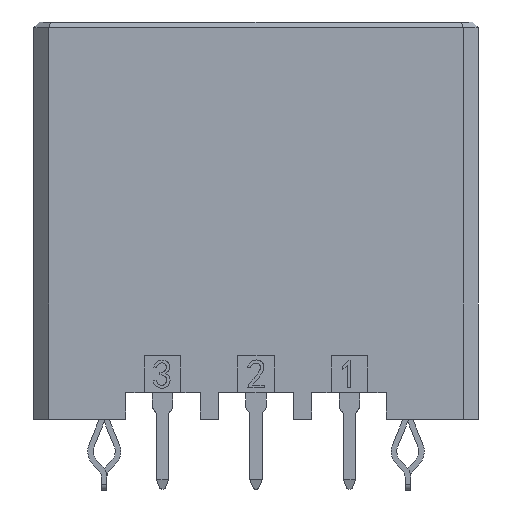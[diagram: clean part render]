
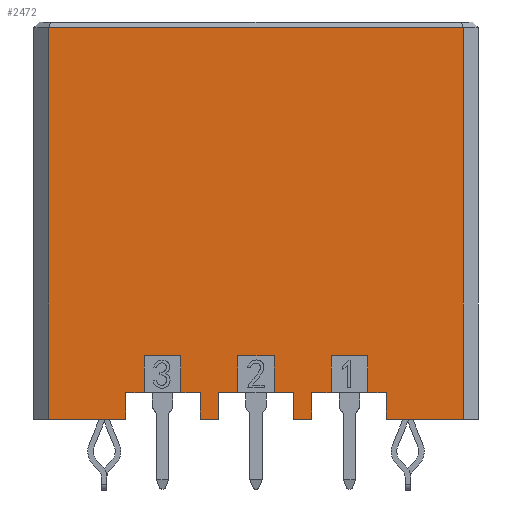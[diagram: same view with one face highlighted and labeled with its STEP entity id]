
A CAD part, front view. The second image highlights one B-rep face of the part: STEP entity #2472.
In plain terms, the highlighted planar face has unit normal (0, -1, 0).
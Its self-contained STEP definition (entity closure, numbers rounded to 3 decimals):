
#536=CARTESIAN_POINT('',(11.28,-4.675,-0.3));
#537=VERTEX_POINT('',#536);
#951=CARTESIAN_POINT('',(11.28,-4.675,-21.6));
#952=VERTEX_POINT('',#951);
#961=CARTESIAN_POINT('',(11.28,-4.675,-0.3));
#962=DIRECTION('',(0.,0.,-1.));
#963=VECTOR('',#962,21.3);
#964=LINE('',#961,#963);
#965=EDGE_CURVE('',#537,#952,#964,.T.);
#1298=CARTESIAN_POINT('',(3.04,-4.675,-20.15));
#1299=VERTEX_POINT('',#1298);
#1306=CARTESIAN_POINT('',(3.04,-4.675,-21.6));
#1307=VERTEX_POINT('',#1306);
#1308=CARTESIAN_POINT('',(3.04,-4.675,-20.15));
#1309=DIRECTION('',(0.,0.,-1.));
#1310=VECTOR('',#1309,1.45);
#1311=LINE('',#1308,#1310);
#1312=EDGE_CURVE('',#1299,#1307,#1311,.T.);
#1531=CARTESIAN_POINT('',(7.08,-4.675,-21.6));
#1532=VERTEX_POINT('',#1531);
#1533=CARTESIAN_POINT('',(11.28,-4.675,-21.6));
#1534=DIRECTION('',(-1.,0.,0.));
#1535=VECTOR('',#1534,4.2);
#1536=LINE('',#1533,#1535);
#1537=EDGE_CURVE('',#952,#1532,#1536,.T.);
#1606=CARTESIAN_POINT('',(7.08,-4.675,-20.15));
#1607=VERTEX_POINT('',#1606);
#1614=CARTESIAN_POINT('',(6.08,-4.675,-20.15));
#1615=VERTEX_POINT('',#1614);
#1616=CARTESIAN_POINT('',(7.08,-4.675,-20.15));
#1617=DIRECTION('',(-1.,0.,0.));
#1618=VECTOR('',#1617,1.);
#1619=LINE('',#1616,#1618);
#1620=EDGE_CURVE('',#1607,#1615,#1619,.T.);
#1638=CARTESIAN_POINT('',(4.08,-4.675,-20.15));
#1639=VERTEX_POINT('',#1638);
#1646=CARTESIAN_POINT('',(4.08,-4.675,-20.15));
#1647=DIRECTION('',(-1.,0.,0.));
#1648=VECTOR('',#1647,1.04);
#1649=LINE('',#1646,#1648);
#1650=EDGE_CURVE('',#1639,#1299,#1649,.T.);
#1662=CARTESIAN_POINT('',(4.08,-4.675,-18.15));
#1663=VERTEX_POINT('',#1662);
#1664=CARTESIAN_POINT('',(4.08,-4.675,-18.15));
#1665=DIRECTION('',(0.,0.,-1.));
#1666=VECTOR('',#1665,2.);
#1667=LINE('',#1664,#1666);
#1668=EDGE_CURVE('',#1663,#1639,#1667,.T.);
#1693=CARTESIAN_POINT('',(6.08,-4.675,-18.15));
#1694=VERTEX_POINT('',#1693);
#1695=CARTESIAN_POINT('',(6.08,-4.675,-18.15));
#1696=DIRECTION('',(-1.,0.,0.));
#1697=VECTOR('',#1696,2.);
#1698=LINE('',#1695,#1697);
#1699=EDGE_CURVE('',#1694,#1663,#1698,.T.);
#1724=CARTESIAN_POINT('',(6.08,-4.675,-20.15));
#1725=DIRECTION('',(0.,0.,1.));
#1726=VECTOR('',#1725,2.);
#1727=LINE('',#1724,#1726);
#1728=EDGE_CURVE('',#1615,#1694,#1727,.T.);
#1747=CARTESIAN_POINT('',(7.08,-4.675,-21.6));
#1748=DIRECTION('',(0.,0.,1.));
#1749=VECTOR('',#1748,1.45);
#1750=LINE('',#1747,#1749);
#1751=EDGE_CURVE('',#1532,#1607,#1750,.T.);
#2252=CARTESIAN_POINT('',(-11.28,-4.675,-0.3));
#2253=VERTEX_POINT('',#2252);
#2261=CARTESIAN_POINT('',(-11.28,-4.675,-0.3));
#2262=DIRECTION('',(1.,0.,0.));
#2263=VECTOR('',#2262,22.56);
#2264=LINE('',#2261,#2263);
#2265=EDGE_CURVE('',#2253,#537,#2264,.T.);
#2313=CARTESIAN_POINT('',(0.,-4.675,-10.95));
#2314=DIRECTION('',(-1.,0.,0.));
#2315=DIRECTION('',(0.,-1.,0.));
#2316=AXIS2_PLACEMENT_3D('',#2313,#2315,#2314);
#2317=PLANE('',#2316);
#2318=CARTESIAN_POINT('',(-2.04,-4.675,-21.6));
#2319=VERTEX_POINT('',#2318);
#2320=CARTESIAN_POINT('',(-2.04,-4.675,-20.15));
#2321=VERTEX_POINT('',#2320);
#2322=CARTESIAN_POINT('',(-2.04,-4.675,-21.6));
#2323=DIRECTION('',(0.,0.,1.));
#2324=VECTOR('',#2323,1.45);
#2325=LINE('',#2322,#2324);
#2326=EDGE_CURVE('',#2319,#2321,#2325,.T.);
#2327=ORIENTED_EDGE('',*,*,#2326,.T.);
#2328=CARTESIAN_POINT('',(-1.,-4.675,-20.15));
#2329=VERTEX_POINT('',#2328);
#2330=CARTESIAN_POINT('',(-2.04,-4.675,-20.15));
#2331=DIRECTION('',(1.,0.,0.));
#2332=VECTOR('',#2331,1.04);
#2333=LINE('',#2330,#2332);
#2334=EDGE_CURVE('',#2321,#2329,#2333,.T.);
#2335=ORIENTED_EDGE('',*,*,#2334,.T.);
#2336=CARTESIAN_POINT('',(-1.,-4.675,-18.15));
#2337=VERTEX_POINT('',#2336);
#2338=CARTESIAN_POINT('',(-1.,-4.675,-20.15));
#2339=DIRECTION('',(0.,0.,1.));
#2340=VECTOR('',#2339,2.);
#2341=LINE('',#2338,#2340);
#2342=EDGE_CURVE('',#2329,#2337,#2341,.T.);
#2343=ORIENTED_EDGE('',*,*,#2342,.T.);
#2344=CARTESIAN_POINT('',(1.,-4.675,-18.15));
#2345=VERTEX_POINT('',#2344);
#2346=CARTESIAN_POINT('',(-1.,-4.675,-18.15));
#2347=DIRECTION('',(1.,0.,0.));
#2348=VECTOR('',#2347,2.);
#2349=LINE('',#2346,#2348);
#2350=EDGE_CURVE('',#2337,#2345,#2349,.T.);
#2351=ORIENTED_EDGE('',*,*,#2350,.T.);
#2352=CARTESIAN_POINT('',(1.,-4.675,-20.15));
#2353=VERTEX_POINT('',#2352);
#2354=CARTESIAN_POINT('',(1.,-4.675,-18.15));
#2355=DIRECTION('',(0.,0.,-1.));
#2356=VECTOR('',#2355,2.);
#2357=LINE('',#2354,#2356);
#2358=EDGE_CURVE('',#2345,#2353,#2357,.T.);
#2359=ORIENTED_EDGE('',*,*,#2358,.T.);
#2360=CARTESIAN_POINT('',(2.04,-4.675,-20.15));
#2361=VERTEX_POINT('',#2360);
#2362=CARTESIAN_POINT('',(1.,-4.675,-20.15));
#2363=DIRECTION('',(1.,0.,0.));
#2364=VECTOR('',#2363,1.04);
#2365=LINE('',#2362,#2364);
#2366=EDGE_CURVE('',#2353,#2361,#2365,.T.);
#2367=ORIENTED_EDGE('',*,*,#2366,.T.);
#2368=CARTESIAN_POINT('',(2.04,-4.675,-21.6));
#2369=VERTEX_POINT('',#2368);
#2370=CARTESIAN_POINT('',(2.04,-4.675,-20.15));
#2371=DIRECTION('',(0.,0.,-1.));
#2372=VECTOR('',#2371,1.45);
#2373=LINE('',#2370,#2372);
#2374=EDGE_CURVE('',#2361,#2369,#2373,.T.);
#2375=ORIENTED_EDGE('',*,*,#2374,.T.);
#2376=CARTESIAN_POINT('',(2.04,-4.675,-21.6));
#2377=DIRECTION('',(1.,0.,0.));
#2378=VECTOR('',#2377,1.);
#2379=LINE('',#2376,#2378);
#2380=EDGE_CURVE('',#2369,#1307,#2379,.T.);
#2381=ORIENTED_EDGE('',*,*,#2380,.T.);
#2382=ORIENTED_EDGE('',*,*,#1312,.F.);
#2383=ORIENTED_EDGE('',*,*,#1650,.F.);
#2384=ORIENTED_EDGE('',*,*,#1668,.F.);
#2385=ORIENTED_EDGE('',*,*,#1699,.F.);
#2386=ORIENTED_EDGE('',*,*,#1728,.F.);
#2387=ORIENTED_EDGE('',*,*,#1620,.F.);
#2388=ORIENTED_EDGE('',*,*,#1751,.F.);
#2389=ORIENTED_EDGE('',*,*,#1537,.F.);
#2390=ORIENTED_EDGE('',*,*,#965,.F.);
#2391=ORIENTED_EDGE('',*,*,#2265,.F.);
#2392=CARTESIAN_POINT('',(-11.28,-4.675,-21.6));
#2393=VERTEX_POINT('',#2392);
#2394=CARTESIAN_POINT('',(-11.28,-4.675,-0.3));
#2395=DIRECTION('',(0.,0.,-1.));
#2396=VECTOR('',#2395,21.3);
#2397=LINE('',#2394,#2396);
#2398=EDGE_CURVE('',#2253,#2393,#2397,.T.);
#2399=ORIENTED_EDGE('',*,*,#2398,.T.);
#2400=CARTESIAN_POINT('',(-7.08,-4.675,-21.6));
#2401=VERTEX_POINT('',#2400);
#2402=CARTESIAN_POINT('',(-11.28,-4.675,-21.6));
#2403=DIRECTION('',(1.,0.,0.));
#2404=VECTOR('',#2403,4.2);
#2405=LINE('',#2402,#2404);
#2406=EDGE_CURVE('',#2393,#2401,#2405,.T.);
#2407=ORIENTED_EDGE('',*,*,#2406,.T.);
#2408=CARTESIAN_POINT('',(-7.08,-4.675,-20.15));
#2409=VERTEX_POINT('',#2408);
#2410=CARTESIAN_POINT('',(-7.08,-4.675,-21.6));
#2411=DIRECTION('',(0.,0.,1.));
#2412=VECTOR('',#2411,1.45);
#2413=LINE('',#2410,#2412);
#2414=EDGE_CURVE('',#2401,#2409,#2413,.T.);
#2415=ORIENTED_EDGE('',*,*,#2414,.T.);
#2416=CARTESIAN_POINT('',(-6.08,-4.675,-20.15));
#2417=VERTEX_POINT('',#2416);
#2418=CARTESIAN_POINT('',(-7.08,-4.675,-20.15));
#2419=DIRECTION('',(1.,0.,0.));
#2420=VECTOR('',#2419,1.);
#2421=LINE('',#2418,#2420);
#2422=EDGE_CURVE('',#2409,#2417,#2421,.T.);
#2423=ORIENTED_EDGE('',*,*,#2422,.T.);
#2424=CARTESIAN_POINT('',(-6.08,-4.675,-18.15));
#2425=VERTEX_POINT('',#2424);
#2426=CARTESIAN_POINT('',(-6.08,-4.675,-20.15));
#2427=DIRECTION('',(0.,0.,1.));
#2428=VECTOR('',#2427,2.);
#2429=LINE('',#2426,#2428);
#2430=EDGE_CURVE('',#2417,#2425,#2429,.T.);
#2431=ORIENTED_EDGE('',*,*,#2430,.T.);
#2432=CARTESIAN_POINT('',(-4.08,-4.675,-18.15));
#2433=VERTEX_POINT('',#2432);
#2434=CARTESIAN_POINT('',(-6.08,-4.675,-18.15));
#2435=DIRECTION('',(1.,0.,0.));
#2436=VECTOR('',#2435,2.);
#2437=LINE('',#2434,#2436);
#2438=EDGE_CURVE('',#2425,#2433,#2437,.T.);
#2439=ORIENTED_EDGE('',*,*,#2438,.T.);
#2440=CARTESIAN_POINT('',(-4.08,-4.675,-20.15));
#2441=VERTEX_POINT('',#2440);
#2442=CARTESIAN_POINT('',(-4.08,-4.675,-18.15));
#2443=DIRECTION('',(0.,0.,-1.));
#2444=VECTOR('',#2443,2.);
#2445=LINE('',#2442,#2444);
#2446=EDGE_CURVE('',#2433,#2441,#2445,.T.);
#2447=ORIENTED_EDGE('',*,*,#2446,.T.);
#2448=CARTESIAN_POINT('',(-3.04,-4.675,-20.15));
#2449=VERTEX_POINT('',#2448);
#2450=CARTESIAN_POINT('',(-4.08,-4.675,-20.15));
#2451=DIRECTION('',(1.,0.,0.));
#2452=VECTOR('',#2451,1.04);
#2453=LINE('',#2450,#2452);
#2454=EDGE_CURVE('',#2441,#2449,#2453,.T.);
#2455=ORIENTED_EDGE('',*,*,#2454,.T.);
#2456=CARTESIAN_POINT('',(-3.04,-4.675,-21.6));
#2457=VERTEX_POINT('',#2456);
#2458=CARTESIAN_POINT('',(-3.04,-4.675,-20.15));
#2459=DIRECTION('',(0.,0.,-1.));
#2460=VECTOR('',#2459,1.45);
#2461=LINE('',#2458,#2460);
#2462=EDGE_CURVE('',#2449,#2457,#2461,.T.);
#2463=ORIENTED_EDGE('',*,*,#2462,.T.);
#2464=CARTESIAN_POINT('',(-3.04,-4.675,-21.6));
#2465=DIRECTION('',(1.,0.,0.));
#2466=VECTOR('',#2465,1.);
#2467=LINE('',#2464,#2466);
#2468=EDGE_CURVE('',#2457,#2319,#2467,.T.);
#2469=ORIENTED_EDGE('',*,*,#2468,.T.);
#2470=EDGE_LOOP('',(#2327,#2335,#2343,#2351,#2359,#2367,#2375,#2381,#2382,#2383,#2384,#2385,#2386,#2387,#2388,#2389,#2390,#2391,#2399,#2407,#2415,#2423,#2431,#2439,#2447,#2455,#2463,#2469));
#2471=FACE_OUTER_BOUND('',#2470,.T.);
#2472=ADVANCED_FACE('',(#2471),#2317,.T.);
